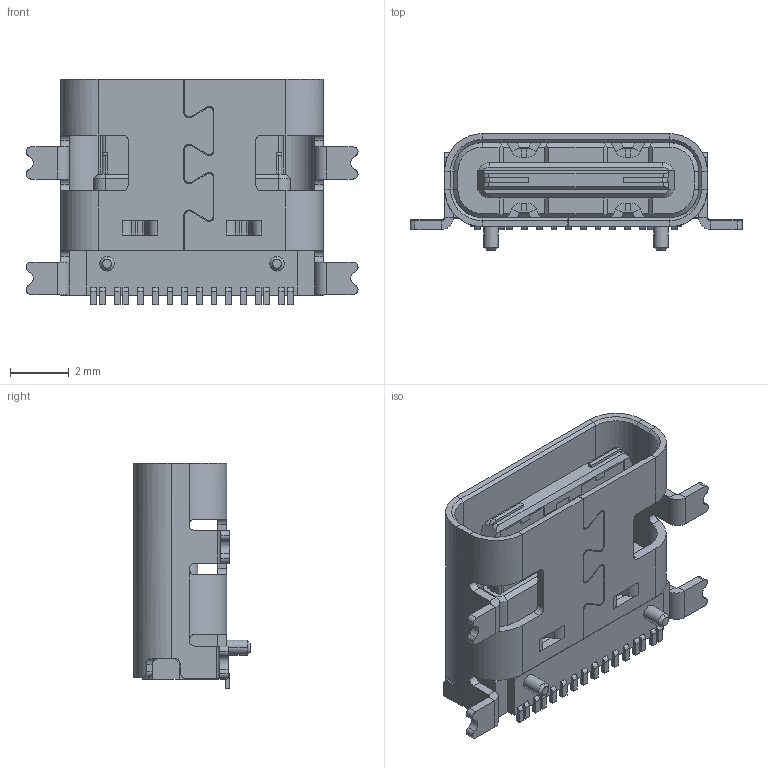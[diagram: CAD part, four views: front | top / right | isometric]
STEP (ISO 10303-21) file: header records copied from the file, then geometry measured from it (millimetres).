
FILE_DESCRIPTION(('FreeCAD Model'),'2;1');
FILE_NAME('USB4110-GF-A--3DModel-STEP-56544.STEP', '2020-06-12T00:25:06',('Author'),(''), 'Open CASCADE STEP processor 7.3','FreeCAD','Unknown');
FILE_SCHEMA(('AUTOMOTIVE_DESIGN { 1 0 10303 214 1 1 1 1 }'));
Length unit declared in the file: millimetre
Products named in the file (19): USB4110-GF-A018; USB4110-GF-A; USB4110-GF-A001; USB4110-GF-A002; USB4110-GF-A003; USB4110-GF-A004; USB4110-GF-A005; USB4110-GF-A006; USB4110-GF-A007; USB4110-GF-A008; USB4110-GF-A009; USB4110-GF-A010; USB4110-GF-A011; USB4110-GF-A012; USB4110-GF-A013; USB4110-GF-A014; USB4110-GF-A015; USB4110-GF-A016; USB4110-GF-A017
Assembly tree (18 placements, depth 2):
  USB4110-GF-A018
    USB4110-GF-A
    USB4110-GF-A001
    USB4110-GF-A002
    USB4110-GF-A003
    USB4110-GF-A004
    USB4110-GF-A005
    USB4110-GF-A006
    USB4110-GF-A007
    USB4110-GF-A008
    USB4110-GF-A009
    USB4110-GF-A010
    USB4110-GF-A011
    USB4110-GF-A012
    USB4110-GF-A013
    USB4110-GF-A014
    USB4110-GF-A015
    USB4110-GF-A016
    USB4110-GF-A017
Bounding box: 11.3 x 3.96 x 7.68 mm (x, y, z)
Volume: 116.1 mm3; surface area: 486.7 mm2
Topology: 18 solids, 18 shells, 734 faces, 1909 edges, 1202 vertices
Faces by surface type: plane 522, cylinder 192, cone 16, bspline 4
Entity records: 50390 total; most frequent: CARTESIAN_POINT 11840, DIRECTION 7102, LINE 4735, VECTOR 4735, ORIENTED_EDGE 3818, PCURVE 3818, DEFINITIONAL_REPRESENTATION 3818, EDGE_CURVE 1909
